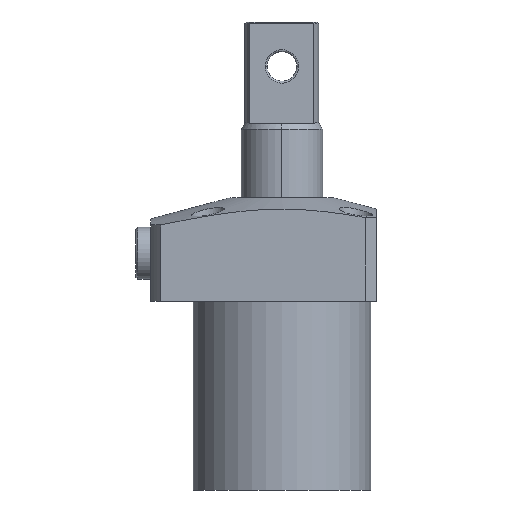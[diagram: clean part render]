
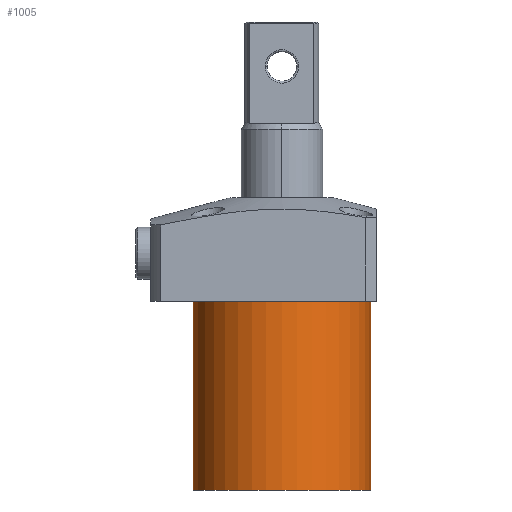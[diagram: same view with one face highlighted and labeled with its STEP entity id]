
A CAD part, front view. The second image highlights one B-rep face of the part: STEP entity #1005.
In plain terms, the highlighted cylindrical face has radius 24 mm (diameter 48 mm), a partial arc.
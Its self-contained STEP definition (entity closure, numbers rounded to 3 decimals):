
#136 = CARTESIAN_POINT ( 'NONE',  ( 0., 0., -51. ) ) ;
#195 = ORIENTED_EDGE ( 'NONE', *, *, #3678, .F. ) ;
#283 = DIRECTION ( 'NONE',  ( 1., 0., 0. ) ) ;
#480 = DIRECTION ( 'NONE',  ( -1., 0., 0. ) ) ;
#562 = AXIS2_PLACEMENT_3D ( 'NONE', #1845, #2734, #480 ) ;
#957 = EDGE_LOOP ( 'NONE', ( #2102, #195, #3836, #5130 ) ) ;
#968 = CARTESIAN_POINT ( 'NONE',  ( 24., 0., 0. ) ) ;
#1005 = ADVANCED_FACE ( 'NONE', ( #4439 ), #4071, .T. ) ;
#1122 = CARTESIAN_POINT ( 'NONE',  ( 24., 0., -51. ) ) ;
#1845 = CARTESIAN_POINT ( 'NONE',  ( 0., 0., -51. ) ) ;
#2008 = DIRECTION ( 'NONE',  ( 0., 0., 1. ) ) ;
#2102 = ORIENTED_EDGE ( 'NONE', *, *, #4584, .F. ) ;
#2293 = VERTEX_POINT ( 'NONE', #2705 ) ;
#2380 = CARTESIAN_POINT ( 'NONE',  ( -24., 0., -51. ) ) ;
#2514 = CARTESIAN_POINT ( 'NONE',  ( -24., 0., -51. ) ) ;
#2565 = VECTOR ( 'NONE', #2991, 1000. ) ;
#2639 = LINE ( 'NONE', #2514, #2565 ) ;
#2705 = CARTESIAN_POINT ( 'NONE',  ( -24., 0., 0. ) ) ;
#2734 = DIRECTION ( 'NONE',  ( 0., 0., -1. ) ) ;
#2991 = DIRECTION ( 'NONE',  ( 0., 0., 1. ) ) ;
#3061 = DIRECTION ( 'NONE',  ( 1., 0., 0. ) ) ;
#3246 = AXIS2_PLACEMENT_3D ( 'NONE', #136, #2008, #283 ) ;
#3470 = CIRCLE ( 'NONE', #562, 24. ) ;
#3678 = EDGE_CURVE ( 'NONE', #5195, #5103, #3470, .T. ) ;
#3836 = ORIENTED_EDGE ( 'NONE', *, *, #5840, .T. ) ;
#4071 = CYLINDRICAL_SURFACE ( 'NONE', #3246, 24. ) ;
#4439 = FACE_OUTER_BOUND ( 'NONE', #957, .T. ) ;
#4584 = EDGE_CURVE ( 'NONE', #5103, #2293, #2639, .T. ) ;
#4857 = CARTESIAN_POINT ( 'NONE',  ( 24., 0., -51. ) ) ;
#4877 = VERTEX_POINT ( 'NONE', #968 ) ;
#4878 = DIRECTION ( 'NONE',  ( 0., 0., 1. ) ) ;
#4921 = CIRCLE ( 'NONE', #5481, 24. ) ;
#5103 = VERTEX_POINT ( 'NONE', #2380 ) ;
#5130 = ORIENTED_EDGE ( 'NONE', *, *, #5985, .T. ) ;
#5195 = VERTEX_POINT ( 'NONE', #4857 ) ;
#5384 = LINE ( 'NONE', #1122, #5682 ) ;
#5430 = CARTESIAN_POINT ( 'NONE',  ( 0., 0., 0. ) ) ;
#5481 = AXIS2_PLACEMENT_3D ( 'NONE', #5430, #5893, #3061 ) ;
#5682 = VECTOR ( 'NONE', #4878, 1000. ) ;
#5840 = EDGE_CURVE ( 'NONE', #5195, #4877, #5384, .T. ) ;
#5893 = DIRECTION ( 'NONE',  ( 0., 0., -1. ) ) ;
#5985 = EDGE_CURVE ( 'NONE', #4877, #2293, #4921, .T. ) ;
